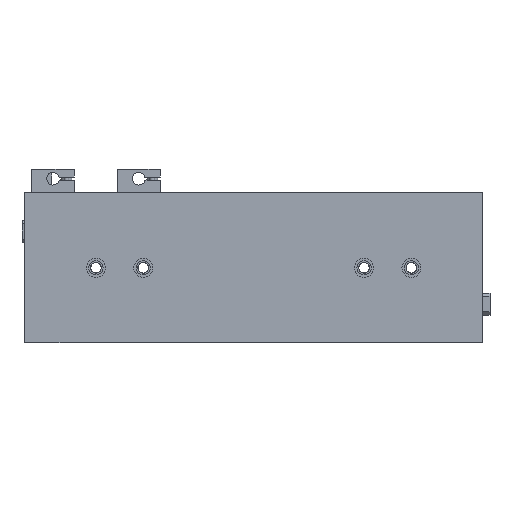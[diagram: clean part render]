
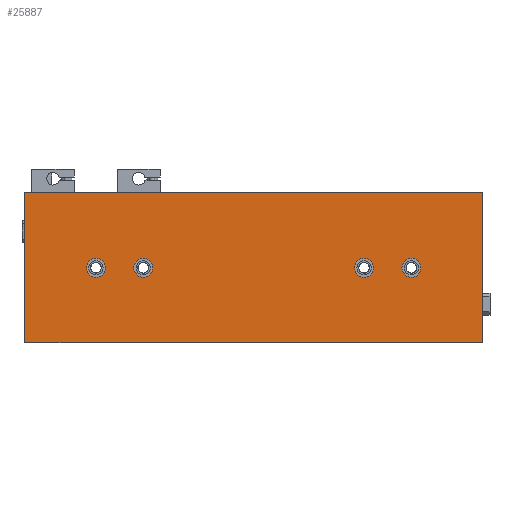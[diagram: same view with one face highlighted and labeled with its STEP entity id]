
A CAD part, front view. The second image highlights one B-rep face of the part: STEP entity #25887.
In plain terms, the highlighted planar face has unit normal (0, -1, 0).
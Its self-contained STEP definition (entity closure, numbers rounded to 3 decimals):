
#4147 = AXIS2_PLACEMENT_3D ( 'NONE', #10841, #10842, #10843 ) ;
#4149 = AXIS2_PLACEMENT_3D ( 'NONE', #10851, #10852, #10853 ) ;
#4151 = AXIS2_PLACEMENT_3D ( 'NONE', #10862, #10863, #10864 ) ;
#4153 = AXIS2_PLACEMENT_3D ( 'NONE', #10872, #10873, #10874 ) ;
#10841 = CARTESIAN_POINT ( 'NONE',  ( -100., -70., 0. ) ) ;
#10842 = DIRECTION ( 'NONE',  ( 0., -1., 0. ) ) ;
#10843 = DIRECTION ( 'NONE',  ( 0., 0., -1. ) ) ;
#10851 = CARTESIAN_POINT ( 'NONE',  ( -70., -70., 0. ) ) ;
#10852 = DIRECTION ( 'NONE',  ( 0., -1., 0. ) ) ;
#10853 = DIRECTION ( 'NONE',  ( 0., 0., -1. ) ) ;
#10862 = CARTESIAN_POINT ( 'NONE',  ( 70., -70., 0. ) ) ;
#10863 = DIRECTION ( 'NONE',  ( 0., -1., 0. ) ) ;
#10864 = DIRECTION ( 'NONE',  ( 0., 0., -1. ) ) ;
#10872 = CARTESIAN_POINT ( 'NONE',  ( 100., -70., 0. ) ) ;
#10873 = DIRECTION ( 'NONE',  ( 0., -1., 0. ) ) ;
#10874 = DIRECTION ( 'NONE',  ( 0., 0., -1. ) ) ;
#11304 = CIRCLE ( 'NONE', #4147, 6. ) ;
#11310 = CIRCLE ( 'NONE', #4149, 6. ) ;
#11316 = CIRCLE ( 'NONE', #4151, 6. ) ;
#11322 = CIRCLE ( 'NONE', #4153, 6. ) ;
#12383 = LINE ( 'NONE', #12524, #12388 ) ;
#12388 = VECTOR ( 'NONE', #12527, 1000. ) ;
#12417 = LINE ( 'NONE', #12569, #12418 ) ;
#12418 = VECTOR ( 'NONE', #12570, 1000. ) ;
#12524 = CARTESIAN_POINT ( 'NONE',  ( 145., -70., 47.5 ) ) ;
#12527 = DIRECTION ( 'NONE',  ( 0., 0., -1. ) ) ;
#12569 = CARTESIAN_POINT ( 'NONE',  ( -145., -70., 47.5 ) ) ;
#12570 = DIRECTION ( 'NONE',  ( 1., 0., 0. ) ) ;
#12635 = CARTESIAN_POINT ( 'NONE',  ( 70., -70., 0. ) ) ;
#12636 = CARTESIAN_POINT ( 'NONE',  ( 100., -70., 0. ) ) ;
#12637 = DIRECTION ( 'NONE',  ( 0., -1., 0. ) ) ;
#12638 = DIRECTION ( 'NONE',  ( 0., 0., -1. ) ) ;
#12639 = CARTESIAN_POINT ( 'NONE',  ( -145., -70., 47.5 ) ) ;
#12640 = DIRECTION ( 'NONE',  ( 0., 0., 1. ) ) ;
#12641 = CARTESIAN_POINT ( 'NONE',  ( -145., -70., -47.5 ) ) ;
#12642 = DIRECTION ( 'NONE',  ( -1., 0., 0. ) ) ;
#12645 = CARTESIAN_POINT ( 'NONE',  ( -100., -70., 0. ) ) ;
#12648 = CARTESIAN_POINT ( 'NONE',  ( -70., -70., 0. ) ) ;
#12649 = DIRECTION ( 'NONE',  ( 0., -1., 0. ) ) ;
#12650 = DIRECTION ( 'NONE',  ( 0., 0., -1. ) ) ;
#12652 = DIRECTION ( 'NONE',  ( 0., -1., 0. ) ) ;
#12653 = DIRECTION ( 'NONE',  ( 0., 0., -1. ) ) ;
#12655 = DIRECTION ( 'NONE',  ( 0., -1., 0. ) ) ;
#12656 = DIRECTION ( 'NONE',  ( 0., 0., -1. ) ) ;
#13039 = AXIS2_PLACEMENT_3D ( 'NONE', #12636, #12649, #12650 ) ;
#13041 = AXIS2_PLACEMENT_3D ( 'NONE', #12635, #12637, #12638 ) ;
#13044 = AXIS2_PLACEMENT_3D ( 'NONE', #12645, #12652, #12653 ) ;
#13045 = AXIS2_PLACEMENT_3D ( 'NONE', #12648, #12655, #12656 ) ;
#13186 = AXIS2_PLACEMENT_3D ( 'NONE', #15280, #15286, #15287 ) ;
#13554 = VECTOR ( 'NONE', #12640, 1000. ) ;
#13556 = LINE ( 'NONE', #12639, #13554 ) ;
#13580 = CIRCLE ( 'NONE', #13041, 6. ) ;
#13581 = LINE ( 'NONE', #12641, #13582 ) ;
#13582 = VECTOR ( 'NONE', #12642, 1000. ) ;
#13586 = CIRCLE ( 'NONE', #13039, 6. ) ;
#13588 = CIRCLE ( 'NONE', #13044, 6. ) ;
#13590 = CIRCLE ( 'NONE', #13045, 6. ) ;
#14622 = FACE_BOUND ( 'NONE', #18067, .T. ) ;
#14624 = FACE_BOUND ( 'NONE', #18079, .T. ) ;
#14630 = FACE_OUTER_BOUND ( 'NONE', #18082, .T. ) ;
#14632 = FACE_BOUND ( 'NONE', #18080, .T. ) ;
#14634 = FACE_BOUND ( 'NONE', #18081, .T. ) ;
#14877 = CARTESIAN_POINT ( 'NONE',  ( -100., -70., 6. ) ) ;
#14878 = CARTESIAN_POINT ( 'NONE',  ( -100., -70., -6. ) ) ;
#14881 = CARTESIAN_POINT ( 'NONE',  ( -70., -70., 6. ) ) ;
#14882 = CARTESIAN_POINT ( 'NONE',  ( -70., -70., -6. ) ) ;
#14885 = CARTESIAN_POINT ( 'NONE',  ( 70., -70., 6. ) ) ;
#14886 = CARTESIAN_POINT ( 'NONE',  ( 70., -70., -6. ) ) ;
#14889 = CARTESIAN_POINT ( 'NONE',  ( 100., -70., 6. ) ) ;
#14890 = CARTESIAN_POINT ( 'NONE',  ( 100., -70., -6. ) ) ;
#15133 = CARTESIAN_POINT ( 'NONE',  ( 145., -70., 47.5 ) ) ;
#15134 = CARTESIAN_POINT ( 'NONE',  ( 145., -70., -47.5 ) ) ;
#15145 = CARTESIAN_POINT ( 'NONE',  ( -145., -70., 47.5 ) ) ;
#15168 = CARTESIAN_POINT ( 'NONE',  ( -145., -70., -47.5 ) ) ;
#15273 = PLANE ( 'NONE',  #13186 ) ;
#15280 = CARTESIAN_POINT ( 'NONE',  ( 145., -70., -47.5 ) ) ;
#15286 = DIRECTION ( 'NONE',  ( 0., -1., 0. ) ) ;
#15287 = DIRECTION ( 'NONE',  ( 0., 0., -1. ) ) ;
#18067 = EDGE_LOOP ( 'NONE', ( #18403, #18404 ) ) ;
#18079 = EDGE_LOOP ( 'NONE', ( #18405, #18406 ) ) ;
#18080 = EDGE_LOOP ( 'NONE', ( #18407, #18408 ) ) ;
#18081 = EDGE_LOOP ( 'NONE', ( #18409, #18410 ) ) ;
#18082 = EDGE_LOOP ( 'NONE', ( #18411, #18412, #18413, #18414 ) ) ;
#18403 = ORIENTED_EDGE ( 'NONE', *, *, #24603, .F. ) ;
#18404 = ORIENTED_EDGE ( 'NONE', *, *, #24245, .F. ) ;
#18405 = ORIENTED_EDGE ( 'NONE', *, *, #24604, .F. ) ;
#18406 = ORIENTED_EDGE ( 'NONE', *, *, #24249, .F. ) ;
#18407 = ORIENTED_EDGE ( 'NONE', *, *, #24597, .F. ) ;
#18408 = ORIENTED_EDGE ( 'NONE', *, *, #24253, .F. ) ;
#18409 = ORIENTED_EDGE ( 'NONE', *, *, #24602, .F. ) ;
#18410 = ORIENTED_EDGE ( 'NONE', *, *, #24257, .F. ) ;
#18411 = ORIENTED_EDGE ( 'NONE', *, *, #24547, .F. ) ;
#18412 = ORIENTED_EDGE ( 'NONE', *, *, #24565, .F. ) ;
#18413 = ORIENTED_EDGE ( 'NONE', *, *, #24598, .F. ) ;
#18414 = ORIENTED_EDGE ( 'NONE', *, *, #24599, .F. ) ;
#24245 = EDGE_CURVE ( 'NONE', #25462, #25463, #11304, .T. ) ;
#24249 = EDGE_CURVE ( 'NONE', #25466, #25467, #11310, .T. ) ;
#24253 = EDGE_CURVE ( 'NONE', #25470, #25471, #11316, .T. ) ;
#24257 = EDGE_CURVE ( 'NONE', #25474, #25475, #11322, .T. ) ;
#24547 = EDGE_CURVE ( 'NONE', #25718, #25719, #12383, .T. ) ;
#24565 = EDGE_CURVE ( 'NONE', #25730, #25718, #12417, .T. ) ;
#24597 = EDGE_CURVE ( 'NONE', #25471, #25470, #13580, .T. ) ;
#24598 = EDGE_CURVE ( 'NONE', #25753, #25730, #13556, .T. ) ;
#24599 = EDGE_CURVE ( 'NONE', #25719, #25753, #13581, .T. ) ;
#24602 = EDGE_CURVE ( 'NONE', #25475, #25474, #13586, .T. ) ;
#24603 = EDGE_CURVE ( 'NONE', #25463, #25462, #13588, .T. ) ;
#24604 = EDGE_CURVE ( 'NONE', #25467, #25466, #13590, .T. ) ;
#25462 = VERTEX_POINT ( 'NONE', #14877 ) ;
#25463 = VERTEX_POINT ( 'NONE', #14878 ) ;
#25466 = VERTEX_POINT ( 'NONE', #14881 ) ;
#25467 = VERTEX_POINT ( 'NONE', #14882 ) ;
#25470 = VERTEX_POINT ( 'NONE', #14885 ) ;
#25471 = VERTEX_POINT ( 'NONE', #14886 ) ;
#25474 = VERTEX_POINT ( 'NONE', #14889 ) ;
#25475 = VERTEX_POINT ( 'NONE', #14890 ) ;
#25718 = VERTEX_POINT ( 'NONE', #15133 ) ;
#25719 = VERTEX_POINT ( 'NONE', #15134 ) ;
#25730 = VERTEX_POINT ( 'NONE', #15145 ) ;
#25753 = VERTEX_POINT ( 'NONE', #15168 ) ;
#25887 = ADVANCED_FACE ( 'NONE', ( #14622, #14624, #14632, #14634, #14630 ), #15273, .T. ) ;
